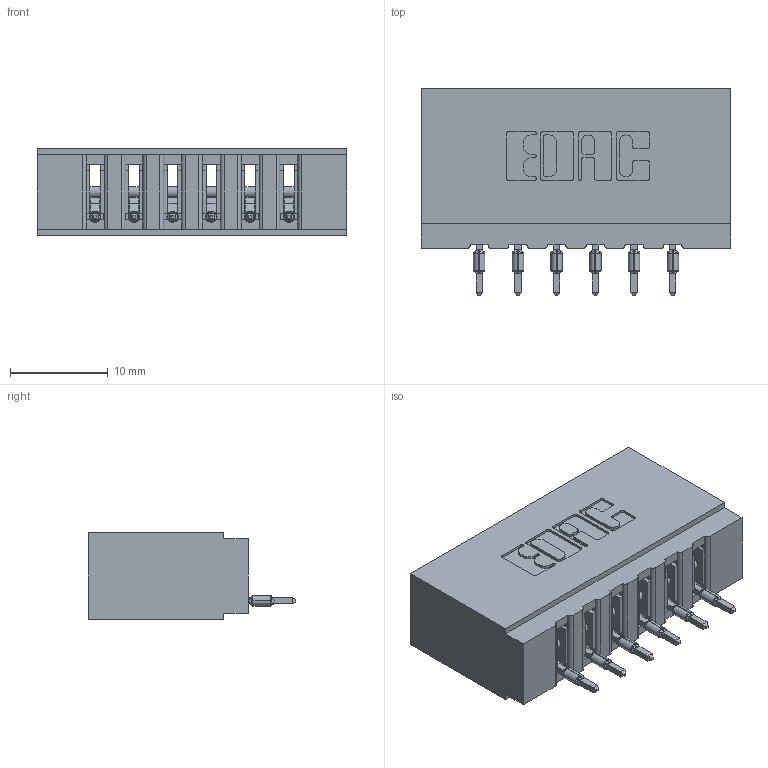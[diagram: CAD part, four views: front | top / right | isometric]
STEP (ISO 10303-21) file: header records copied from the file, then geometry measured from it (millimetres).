
FILE_DESCRIPTION (( 'STEP AP203' ), '1' );
FILE_NAME ('737-006-520-101.STEP', '2026-02-24T20:10:02', ( '' ), ( '' ), 'SwSTEP 2.0', 'SolidWorks 2023', '' );
FILE_SCHEMA (( 'CONFIG_CONTROL_DESIGN' ));
Length unit declared in the file: millimetre
Products named in the file (3): 737 Part_Insulator Option - 01; 745-292-001_520; 737-006-520-101
Assembly tree (7 placements, depth 2):
  737-006-520-101
    737 Part_Insulator Option - 01
    745-292-001_520  x6
Bounding box: 31.65 x 21.22 x 8.89 mm (x, y, z)
Volume: 3232.1 mm3; surface area: 3947.2 mm2
Topology: 7 solids, 7 shells, 772 faces, 2121 edges, 1346 vertices
Faces by surface type: plane 462, cylinder 154, bspline 120, torus 36
Entity records: 14989 total; most frequent: CARTESIAN_POINT 3143, ORIENTED_EDGE 2512, DIRECTION 2212, EDGE_CURVE 1256, LINE 1038, VECTOR 1038, VERTEX_POINT 806, AXIS2_PLACEMENT_3D 587
